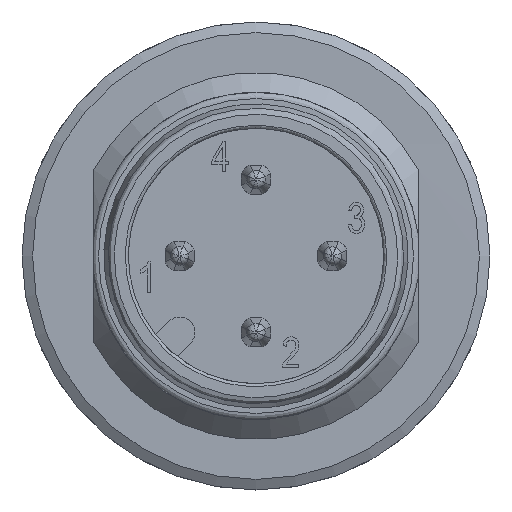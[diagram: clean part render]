
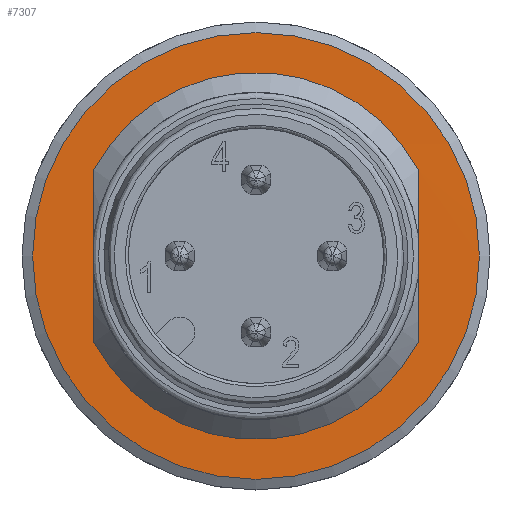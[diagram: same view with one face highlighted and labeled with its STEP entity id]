
A CAD part, front view. The second image highlights one B-rep face of the part: STEP entity #7307.
In plain terms, the highlighted planar face has unit normal (0, -1, 0).
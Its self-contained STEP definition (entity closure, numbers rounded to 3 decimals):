
#4273=PLANE('',#16142);
#5369=LINE('',#21746,#6106);
#5370=LINE('',#21752,#6107);
#5371=LINE('',#21754,#6108);
#5372=LINE('',#21756,#6109);
#6106=VECTOR('',#17854,1.);
#6107=VECTOR('',#17857,1.);
#6108=VECTOR('',#17858,1.);
#6109=VECTOR('',#17859,1.);
#7307=ADVANCED_FACE('',(#7834,#7835),#4273,.T.);
#7834=FACE_BOUND('',#8210,.T.);
#7835=FACE_BOUND('',#8211,.T.);
#8210=EDGE_LOOP('',(#10177,#10178,#10179,#10180,#10181,#10182));
#8211=EDGE_LOOP('',(#10183));
#10177=ORIENTED_EDGE('',*,*,#13890,.T.);
#10178=ORIENTED_EDGE('',*,*,#13880,.F.);
#10179=ORIENTED_EDGE('',*,*,#13888,.T.);
#10180=ORIENTED_EDGE('',*,*,#13857,.F.);
#10181=ORIENTED_EDGE('',*,*,#13892,.T.);
#10182=ORIENTED_EDGE('',*,*,#13891,.T.);
#10183=ORIENTED_EDGE('',*,*,#13894,.T.);
#12514=VERTEX_POINT('',#21580);
#12515=VERTEX_POINT('',#21582);
#12535=VERTEX_POINT('',#21710);
#12536=VERTEX_POINT('',#21712);
#12541=VERTEX_POINT('',#21753);
#12542=VERTEX_POINT('',#21755);
#12543=VERTEX_POINT('',#21763);
#13857=EDGE_CURVE('',#12514,#12515,#14856,.T.);
#13880=EDGE_CURVE('',#12535,#12536,#14869,.T.);
#13888=EDGE_CURVE('',#12535,#12515,#5369,.T.);
#13890=EDGE_CURVE('',#12541,#12536,#5370,.T.);
#13891=EDGE_CURVE('',#12542,#12541,#5371,.T.);
#13892=EDGE_CURVE('',#12514,#12542,#5372,.T.);
#13894=EDGE_CURVE('',#12543,#12543,#14870,.T.);
#14856=CIRCLE('',#16116,6.);
#14869=CIRCLE('',#16137,6.);
#14870=CIRCLE('',#16141,7.304);
#16116=AXIS2_PLACEMENT_3D('',#21581,#17803,#17804);
#16137=AXIS2_PLACEMENT_3D('',#21711,#17850,#17851);
#16141=AXIS2_PLACEMENT_3D('',#21762,#17862,#17863);
#16142=AXIS2_PLACEMENT_3D('',#21764,#17864,#17865);
#17803=DIRECTION('',(0.,-1.,0.));
#17804=DIRECTION('',(0.,0.,-1.));
#17850=DIRECTION('',(0.,-1.,0.));
#17851=DIRECTION('',(0.,0.,-1.));
#17854=DIRECTION('',(0.,0.,-1.));
#17857=DIRECTION('',(0.,0.,1.));
#17858=DIRECTION('',(0.,0.,1.));
#17859=DIRECTION('',(0.,0.,1.));
#17862=DIRECTION('',(0.,-1.,0.));
#17863=DIRECTION('',(-1.,0.,0.));
#17864=DIRECTION('',(0.,-1.,0.));
#17865=DIRECTION('',(0.,0.,1.));
#21580=CARTESIAN_POINT('',(33.135,-63.818,42.302));
#21581=CARTESIAN_POINT('',(38.435,-63.818,45.115));
#21582=CARTESIAN_POINT('',(43.735,-63.818,42.302));
#21710=CARTESIAN_POINT('',(43.732,-63.829,47.926));
#21711=CARTESIAN_POINT('',(38.435,-63.818,45.115));
#21712=CARTESIAN_POINT('',(33.135,-63.818,47.927));
#21746=CARTESIAN_POINT('',(43.735,-63.818,47.928));
#21752=CARTESIAN_POINT('',(33.135,-63.818,47.927));
#21753=CARTESIAN_POINT('',(33.135,-63.818,46.245));
#21754=CARTESIAN_POINT('',(33.135,-63.818,44.067));
#21755=CARTESIAN_POINT('',(33.135,-63.818,44.067));
#21756=CARTESIAN_POINT('',(33.135,-63.818,47.927));
#21762=CARTESIAN_POINT('',(38.435,-63.818,45.115));
#21763=CARTESIAN_POINT('',(31.131,-63.818,45.115));
#21764=CARTESIAN_POINT('',(46.469,-63.818,37.081));
